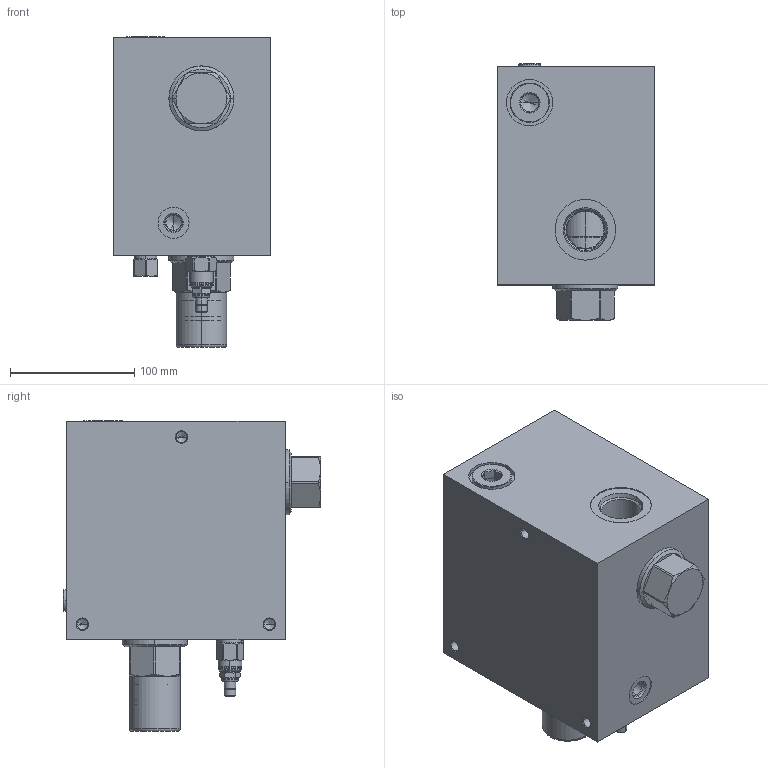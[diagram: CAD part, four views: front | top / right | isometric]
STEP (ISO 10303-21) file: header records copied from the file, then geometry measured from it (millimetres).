
FILE_DESCRIPTION((''),'2;1');
FILE_NAME('XQIFLANBN_ASM','2021-04-23T',('ProEService'),(''),'PRO/ENGINEER BY PARAMETRIC TECHNOLOGY CORPORATION, 2014200','PRO/ENGINEER BY PARAMETRIC TECHNOLOGY CORPORATION, 2014200','');
FILE_SCHEMA(('CONFIG_CONTROL_DESIGN'));
Length unit declared in the file: inch
Products named in the file (8): 154-798-004; RVIFXAN; LPBDXDN; QPABLAN; A330-006-006; CXJAXCN; A330-006-012; XQIFLANBN_ASM
Assembly tree (7 placements, depth 2):
  XQIFLANBN_ASM
    154-798-004
    RVIFXAN
    LPBDXDN
    QPABLAN
    A330-006-006
    CXJAXCN
    A330-006-012
Bounding box: 127 x 207.31 x 250.65 mm (x, y, z)
Volume: 3693082.3 mm3; surface area: 318440.7 mm2
Topology: 16 solids, 19 shells, 1108 faces, 2953 edges, 2124 vertices
Faces by surface type: cylinder 454, cone 277, plane 218, torus 109, revolution 40, bspline 8, sphere 2
Entity records: 42200 total; most frequent: CARTESIAN_POINT 14614, DIRECTION 6099, ORIENTED_EDGE 4916, EDGE_CURVE 2458, AXIS2_PLACEMENT_3D 2365, VERTEX_POINT 1468, VECTOR 1329, LINE 1329
